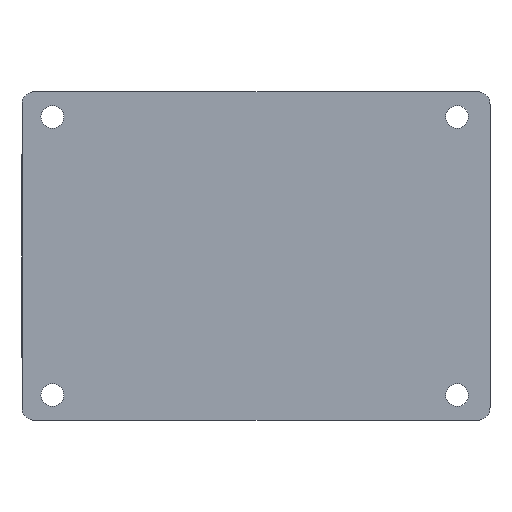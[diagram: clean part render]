
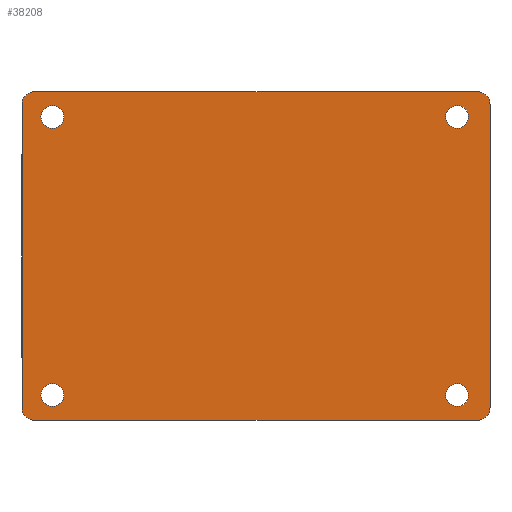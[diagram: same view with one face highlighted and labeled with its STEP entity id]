
A CAD part, front view. The second image highlights one B-rep face of the part: STEP entity #38208.
In plain terms, the highlighted face is planar.
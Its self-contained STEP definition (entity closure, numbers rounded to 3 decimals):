
#28 = DIRECTION ( 'NONE',  ( 0., 0., 1. ) ) ;
#588 = VERTEX_POINT ( 'NONE', #39446 ) ;
#726 = VERTEX_POINT ( 'NONE', #15860 ) ;
#1381 = ORIENTED_EDGE ( 'NONE', *, *, #52857, .F. ) ;
#1572 = AXIS2_PLACEMENT_3D ( 'NONE', #18999, #11051, #75877 ) ;
#1904 = EDGE_LOOP ( 'NONE', ( #53550, #55832 ) ) ;
#2216 = AXIS2_PLACEMENT_3D ( 'NONE', #77826, #5434, #25223 ) ;
#2410 = EDGE_LOOP ( 'NONE', ( #51705, #2929, #77155, #46613, #56475, #37872, #54658, #74455 ) ) ;
#2929 = ORIENTED_EDGE ( 'NONE', *, *, #57774, .T. ) ;
#3936 = DIRECTION ( 'NONE',  ( 1., 0., 0. ) ) ;
#4524 = CARTESIAN_POINT ( 'NONE',  ( -92.5, 65., 51. ) ) ;
#5079 = EDGE_CURVE ( 'NONE', #5317, #45315, #60854, .T. ) ;
#5317 = VERTEX_POINT ( 'NONE', #35213 ) ;
#5434 = DIRECTION ( 'NONE',  ( 0., 0., 1. ) ) ;
#6742 = FACE_BOUND ( 'NONE', #62167, .T. ) ;
#7588 = CARTESIAN_POINT ( 'NONE',  ( 0., 0., 51. ) ) ;
#7984 = VECTOR ( 'NONE', #53751, 1000. ) ;
#8566 = EDGE_CURVE ( 'NONE', #45315, #29285, #23911, .T. ) ;
#8696 = DIRECTION ( 'NONE',  ( 0., 0., 1. ) ) ;
#8761 = ORIENTED_EDGE ( 'NONE', *, *, #45334, .F. ) ;
#10366 = CARTESIAN_POINT ( 'NONE',  ( -76., 55., 51. ) ) ;
#11051 = DIRECTION ( 'NONE',  ( 0., 0., 1. ) ) ;
#11794 = CARTESIAN_POINT ( 'NONE',  ( 84., -55., 51. ) ) ;
#14257 = CARTESIAN_POINT ( 'NONE',  ( -85., 55., 51. ) ) ;
#14749 = PLANE ( 'NONE',  #75564 ) ;
#15523 = CARTESIAN_POINT ( 'NONE',  ( -92.5, -65., 51. ) ) ;
#15860 = CARTESIAN_POINT ( 'NONE',  ( 84., 55., 51. ) ) ;
#16580 = EDGE_CURVE ( 'NONE', #29285, #54000, #76457, .T. ) ;
#18346 = AXIS2_PLACEMENT_3D ( 'NONE', #36302, #69148, #74211 ) ;
#18999 = CARTESIAN_POINT ( 'NONE',  ( 79.5, 55., 51. ) ) ;
#20655 = FACE_BOUND ( 'NONE', #54970, .T. ) ;
#20719 = EDGE_CURVE ( 'NONE', #73398, #37496, #40962, .T. ) ;
#20808 = CARTESIAN_POINT ( 'NONE',  ( 87.5, -65., 51. ) ) ;
#21558 = VERTEX_POINT ( 'NONE', #53680 ) ;
#21713 = DIRECTION ( 'NONE',  ( 1., 0., 0. ) ) ;
#21755 = VECTOR ( 'NONE', #41213, 1000. ) ;
#21802 = CIRCLE ( 'NONE', #1572, 4.5 ) ;
#23911 = LINE ( 'NONE', #4524, #37633 ) ;
#25223 = DIRECTION ( 'NONE',  ( -1., 0., 0. ) ) ;
#25956 = AXIS2_PLACEMENT_3D ( 'NONE', #79384, #26760, #21713 ) ;
#26278 = CIRCLE ( 'NONE', #61250, 4.5 ) ;
#26760 = DIRECTION ( 'NONE',  ( 0., 0., 1. ) ) ;
#27477 = ORIENTED_EDGE ( 'NONE', *, *, #53716, .F. ) ;
#28576 = CARTESIAN_POINT ( 'NONE',  ( -80.5, -55., 51. ) ) ;
#28592 = CARTESIAN_POINT ( 'NONE',  ( -87.5, 65., 51. ) ) ;
#29285 = VERTEX_POINT ( 'NONE', #28592 ) ;
#30638 = DIRECTION ( 'NONE',  ( -1., 0., 0. ) ) ;
#30679 = VERTEX_POINT ( 'NONE', #10366 ) ;
#30958 = AXIS2_PLACEMENT_3D ( 'NONE', #46960, #54966, #60892 ) ;
#31733 = CIRCLE ( 'NONE', #18346, 4.5 ) ;
#32436 = FACE_BOUND ( 'NONE', #1904, .T. ) ;
#32472 = CARTESIAN_POINT ( 'NONE',  ( -80.5, -55., 51. ) ) ;
#33587 = CIRCLE ( 'NONE', #41673, 5. ) ;
#33971 = DIRECTION ( 'NONE',  ( 1., 0., 0. ) ) ;
#34062 = DIRECTION ( 'NONE',  ( -1., 0., 0. ) ) ;
#35213 = CARTESIAN_POINT ( 'NONE',  ( 92.5, 60., 51. ) ) ;
#36202 = CARTESIAN_POINT ( 'NONE',  ( -87.5, -65., 51. ) ) ;
#36302 = CARTESIAN_POINT ( 'NONE',  ( 79.5, 55., 51. ) ) ;
#37476 = DIRECTION ( 'NONE',  ( 0., -1., 0. ) ) ;
#37496 = VERTEX_POINT ( 'NONE', #61918 ) ;
#37633 = VECTOR ( 'NONE', #30638, 1000. ) ;
#37872 = ORIENTED_EDGE ( 'NONE', *, *, #16580, .T. ) ;
#38050 = EDGE_CURVE ( 'NONE', #47225, #726, #21802, .T. ) ;
#38208 = ADVANCED_FACE ( 'NONE', ( #6742, #20655, #57744, #78341, #32436 ), #14749, .T. ) ;
#38603 = DIRECTION ( 'NONE',  ( 0., 0., 1. ) ) ;
#38644 = VERTEX_POINT ( 'NONE', #58067 ) ;
#39002 = CIRCLE ( 'NONE', #30958, 4.5 ) ;
#39228 = DIRECTION ( 'NONE',  ( 0., 0., 1. ) ) ;
#39446 = CARTESIAN_POINT ( 'NONE',  ( -92.5, -60., 51. ) ) ;
#40802 = DIRECTION ( 'NONE',  ( 0., 0., 1. ) ) ;
#40962 = CIRCLE ( 'NONE', #79950, 4.5 ) ;
#41213 = DIRECTION ( 'NONE',  ( 1., 0., 0. ) ) ;
#41415 = CARTESIAN_POINT ( 'NONE',  ( 92.5, -60., 51. ) ) ;
#41673 = AXIS2_PLACEMENT_3D ( 'NONE', #59720, #45819, #46235 ) ;
#41969 = AXIS2_PLACEMENT_3D ( 'NONE', #44908, #38603, #81599 ) ;
#42561 = CARTESIAN_POINT ( 'NONE',  ( -92.5, 65., 51. ) ) ;
#42617 = CARTESIAN_POINT ( 'NONE',  ( 87.5, 65., 51. ) ) ;
#43653 = EDGE_CURVE ( 'NONE', #21558, #38644, #26278, .T. ) ;
#43988 = EDGE_CURVE ( 'NONE', #588, #45718, #74916, .T. ) ;
#44908 = CARTESIAN_POINT ( 'NONE',  ( 87.5, 60., 51. ) ) ;
#45315 = VERTEX_POINT ( 'NONE', #42617 ) ;
#45334 = EDGE_CURVE ( 'NONE', #726, #47225, #31733, .T. ) ;
#45570 = DIRECTION ( 'NONE',  ( 0., 0., 1. ) ) ;
#45718 = VERTEX_POINT ( 'NONE', #36202 ) ;
#45819 = DIRECTION ( 'NONE',  ( 0., 0., 1. ) ) ;
#46235 = DIRECTION ( 'NONE',  ( 1., 0., 0. ) ) ;
#46613 = ORIENTED_EDGE ( 'NONE', *, *, #5079, .T. ) ;
#46960 = CARTESIAN_POINT ( 'NONE',  ( -80.5, 55., 51. ) ) ;
#47225 = VERTEX_POINT ( 'NONE', #62850 ) ;
#47240 = CARTESIAN_POINT ( 'NONE',  ( 79.5, -55., 51. ) ) ;
#49237 = ORIENTED_EDGE ( 'NONE', *, *, #43653, .F. ) ;
#49551 = EDGE_LOOP ( 'NONE', ( #61780, #8761 ) ) ;
#50738 = AXIS2_PLACEMENT_3D ( 'NONE', #72290, #8696, #33971 ) ;
#51705 = ORIENTED_EDGE ( 'NONE', *, *, #52188, .T. ) ;
#51928 = EDGE_CURVE ( 'NONE', #54000, #588, #82920, .T. ) ;
#52188 = EDGE_CURVE ( 'NONE', #45718, #75650, #79510, .T. ) ;
#52229 = AXIS2_PLACEMENT_3D ( 'NONE', #75948, #75116, #3936 ) ;
#52857 = EDGE_CURVE ( 'NONE', #38644, #21558, #72915, .T. ) ;
#53550 = ORIENTED_EDGE ( 'NONE', *, *, #70711, .F. ) ;
#53680 = CARTESIAN_POINT ( 'NONE',  ( -76., -55., 51. ) ) ;
#53716 = EDGE_CURVE ( 'NONE', #30679, #72076, #62308, .T. ) ;
#53751 = DIRECTION ( 'NONE',  ( 0., 1., 0. ) ) ;
#54000 = VERTEX_POINT ( 'NONE', #72449 ) ;
#54658 = ORIENTED_EDGE ( 'NONE', *, *, #51928, .T. ) ;
#54966 = DIRECTION ( 'NONE',  ( 0., 0., 1. ) ) ;
#54970 = EDGE_LOOP ( 'NONE', ( #57769, #27477 ) ) ;
#55832 = ORIENTED_EDGE ( 'NONE', *, *, #20719, .F. ) ;
#56475 = ORIENTED_EDGE ( 'NONE', *, *, #8566, .T. ) ;
#57744 = FACE_OUTER_BOUND ( 'NONE', #2410, .T. ) ;
#57769 = ORIENTED_EDGE ( 'NONE', *, *, #58210, .F. ) ;
#57774 = EDGE_CURVE ( 'NONE', #75650, #59942, #33587, .T. ) ;
#58067 = CARTESIAN_POINT ( 'NONE',  ( -85., -55., 51. ) ) ;
#58210 = EDGE_CURVE ( 'NONE', #72076, #30679, #39002, .T. ) ;
#58564 = DIRECTION ( 'NONE',  ( 1., 0., 0. ) ) ;
#58644 = DIRECTION ( 'NONE',  ( -1., 0., 0. ) ) ;
#59720 = CARTESIAN_POINT ( 'NONE',  ( 87.5, -60., 51. ) ) ;
#59942 = VERTEX_POINT ( 'NONE', #41415 ) ;
#60854 = CIRCLE ( 'NONE', #41969, 5. ) ;
#60892 = DIRECTION ( 'NONE',  ( 1., 0., 0. ) ) ;
#60928 = CARTESIAN_POINT ( 'NONE',  ( 92.5, 65., 51. ) ) ;
#61250 = AXIS2_PLACEMENT_3D ( 'NONE', #28576, #40802, #34062 ) ;
#61780 = ORIENTED_EDGE ( 'NONE', *, *, #38050, .F. ) ;
#61918 = CARTESIAN_POINT ( 'NONE',  ( 75., -55., 51. ) ) ;
#62167 = EDGE_LOOP ( 'NONE', ( #1381, #49237 ) ) ;
#62308 = CIRCLE ( 'NONE', #25956, 4.5 ) ;
#62850 = CARTESIAN_POINT ( 'NONE',  ( 75., 55., 51. ) ) ;
#69148 = DIRECTION ( 'NONE',  ( 0., 0., 1. ) ) ;
#69532 = CIRCLE ( 'NONE', #2216, 4.5 ) ;
#70711 = EDGE_CURVE ( 'NONE', #37496, #73398, #69532, .T. ) ;
#72076 = VERTEX_POINT ( 'NONE', #14257 ) ;
#72290 = CARTESIAN_POINT ( 'NONE',  ( -87.5, -60., 51. ) ) ;
#72449 = CARTESIAN_POINT ( 'NONE',  ( -92.5, 60., 51. ) ) ;
#72792 = VECTOR ( 'NONE', #37476, 1000. ) ;
#72915 = CIRCLE ( 'NONE', #80966, 4.5 ) ;
#73398 = VERTEX_POINT ( 'NONE', #11794 ) ;
#73546 = LINE ( 'NONE', #60928, #7984 ) ;
#74211 = DIRECTION ( 'NONE',  ( 1., 0., 0. ) ) ;
#74455 = ORIENTED_EDGE ( 'NONE', *, *, #43988, .T. ) ;
#74916 = CIRCLE ( 'NONE', #50738, 5. ) ;
#75116 = DIRECTION ( 'NONE',  ( 0., 0., 1. ) ) ;
#75269 = EDGE_CURVE ( 'NONE', #59942, #5317, #73546, .T. ) ;
#75564 = AXIS2_PLACEMENT_3D ( 'NONE', #7588, #28, #58564 ) ;
#75650 = VERTEX_POINT ( 'NONE', #20808 ) ;
#75877 = DIRECTION ( 'NONE',  ( 1., 0., 0. ) ) ;
#75948 = CARTESIAN_POINT ( 'NONE',  ( -87.5, 60., 51. ) ) ;
#76457 = CIRCLE ( 'NONE', #52229, 5. ) ;
#77155 = ORIENTED_EDGE ( 'NONE', *, *, #75269, .T. ) ;
#77826 = CARTESIAN_POINT ( 'NONE',  ( 79.5, -55., 51. ) ) ;
#78341 = FACE_BOUND ( 'NONE', #49551, .T. ) ;
#79192 = DIRECTION ( 'NONE',  ( -1., 0., 0. ) ) ;
#79384 = CARTESIAN_POINT ( 'NONE',  ( -80.5, 55., 51. ) ) ;
#79510 = LINE ( 'NONE', #15523, #21755 ) ;
#79950 = AXIS2_PLACEMENT_3D ( 'NONE', #47240, #45570, #58644 ) ;
#80966 = AXIS2_PLACEMENT_3D ( 'NONE', #32472, #39228, #79192 ) ;
#81599 = DIRECTION ( 'NONE',  ( 1., 0., 0. ) ) ;
#82920 = LINE ( 'NONE', #42561, #72792 ) ;
